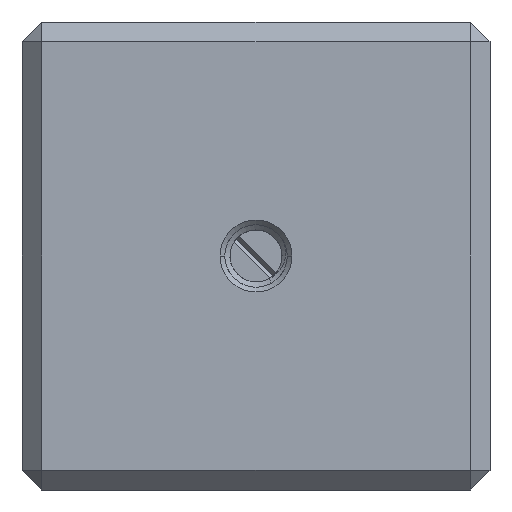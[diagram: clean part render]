
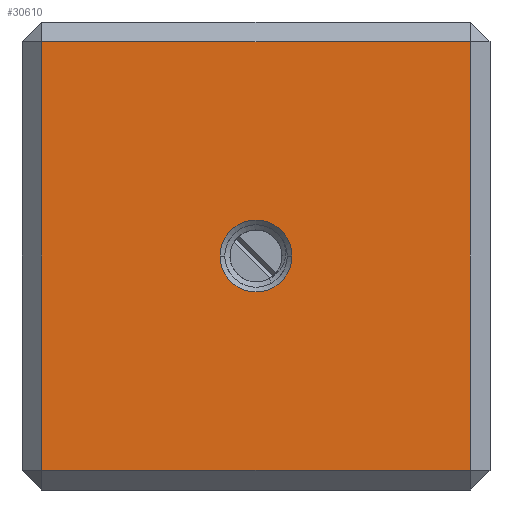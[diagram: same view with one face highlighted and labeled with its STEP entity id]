
A CAD part, front view. The second image highlights one B-rep face of the part: STEP entity #30610.
In plain terms, the highlighted planar face has unit normal (0, -1, 0).
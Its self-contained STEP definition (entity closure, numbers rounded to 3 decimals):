
#20900=DIRECTION('',(-1.,0.,0.));
#20901=VECTOR('',#20900,27.432);
#20902=CARTESIAN_POINT('',(13.716,-15.621,-13.716));
#20903=LINE('',#20902,#20901);
#20920=DIRECTION('',(0.,0.,-1.));
#20921=VECTOR('',#20920,27.432);
#20922=CARTESIAN_POINT('',(13.716,-15.621,13.716));
#20923=LINE('',#20922,#20921);
#20932=DIRECTION('',(1.,0.,0.));
#20933=VECTOR('',#20932,27.432);
#20934=CARTESIAN_POINT('',(-13.716,-15.621,13.716));
#20935=LINE('',#20934,#20933);
#20940=CARTESIAN_POINT('',(0.,-15.621,0.));
#20941=DIRECTION('',(0.,1.,0.));
#20942=DIRECTION('',(-1.,0.,0.));
#20943=AXIS2_PLACEMENT_3D('',#20940,#20941,#20942);
#20945=CARTESIAN_POINT('',(0.,-15.621,0.));
#20946=DIRECTION('',(0.,1.,0.));
#20947=DIRECTION('',(1.,0.,0.));
#20948=AXIS2_PLACEMENT_3D('',#20945,#20946,#20947);
#20950=DIRECTION('',(0.,0.,1.));
#20951=VECTOR('',#20950,27.432);
#20952=CARTESIAN_POINT('',(-13.716,-15.621,-13.716));
#20953=LINE('',#20952,#20951);
#29614=CARTESIAN_POINT('',(13.716,-15.621,-13.716));
#29616=VERTEX_POINT('',#29614);
#29675=CARTESIAN_POINT('',(-13.716,-15.621,13.716));
#29677=VERTEX_POINT('',#29675);
#29702=CARTESIAN_POINT('',(13.716,-15.621,13.716));
#29703=VERTEX_POINT('',#29702);
#29734=CARTESIAN_POINT('',(-13.716,-15.621,-13.716));
#29735=VERTEX_POINT('',#29734);
#29817=CARTESIAN_POINT('',(-2.3,-15.621,0.));
#29818=CARTESIAN_POINT('',(2.3,-15.621,0.));
#29819=VERTEX_POINT('',#29817);
#29820=VERTEX_POINT('',#29818);
#30592=CARTESIAN_POINT('',(0.,-15.621,0.));
#30593=DIRECTION('',(0.,-1.,0.));
#30594=DIRECTION('',(0.,0.,-1.));
#30595=AXIS2_PLACEMENT_3D('',#30592,#30593,#30594);
#30596=PLANE('',#30595);
#30598=ORIENTED_EDGE('',*,*,#30597,.T.);
#30599=ORIENTED_EDGE('',*,*,#30584,.T.);
#30600=ORIENTED_EDGE('',*,*,#30561,.T.);
#30601=ORIENTED_EDGE('',*,*,#30535,.T.);
#30602=EDGE_LOOP('',(#30598,#30599,#30600,#30601));
#30603=FACE_OUTER_BOUND('',#30602,.F.);
#30605=ORIENTED_EDGE('',*,*,#30604,.F.);
#30607=ORIENTED_EDGE('',*,*,#30606,.F.);
#30608=EDGE_LOOP('',(#30605,#30607));
#30609=FACE_BOUND('',#30608,.F.);
#30610=ADVANCED_FACE('',(#30603,#30609),#30596,.T.);
#20944=CIRCLE('',#20943,2.3);
#20949=CIRCLE('',#20948,2.3);
#30535=EDGE_CURVE('',#29616,#29735,#20903,.T.);
#30561=EDGE_CURVE('',#29703,#29616,#20923,.T.);
#30584=EDGE_CURVE('',#29677,#29703,#20935,.T.);
#30597=EDGE_CURVE('',#29735,#29677,#20953,.T.);
#30604=EDGE_CURVE('',#29819,#29820,#20944,.T.);
#30606=EDGE_CURVE('',#29820,#29819,#20949,.T.);
